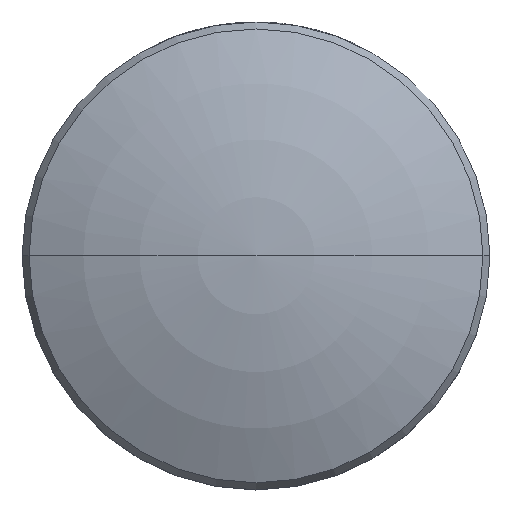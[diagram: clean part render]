
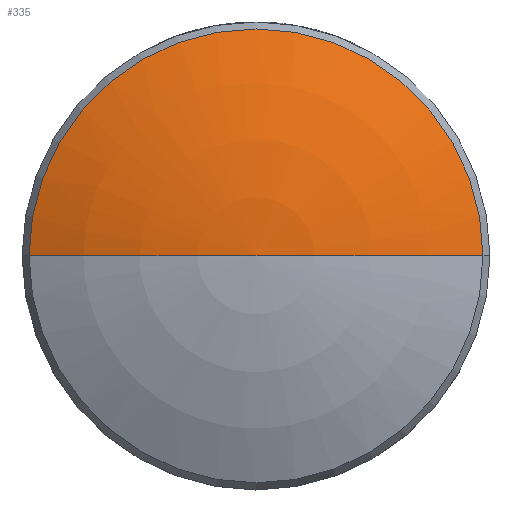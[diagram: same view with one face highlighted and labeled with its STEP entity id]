
A CAD part, top view. The second image highlights one B-rep face of the part: STEP entity #335.
In plain terms, the highlighted toroidal (fillet/blend) face has major radius 0.008 mm and minor radius 6.9 mm.
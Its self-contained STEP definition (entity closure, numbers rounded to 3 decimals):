
#37 = ORIENTED_EDGE ( 'NONE', *, *, #696, .T. ) ;
#40 = DIRECTION ( 'NONE',  ( 0., 1., 0. ) ) ;
#103 = DIRECTION ( 'NONE',  ( 0., -1., 0. ) ) ;
#105 = VERTEX_POINT ( 'NONE', #175 ) ;
#138 = DIRECTION ( 'NONE',  ( 1., 0., 0. ) ) ;
#175 = CARTESIAN_POINT ( 'NONE',  ( 0., 0., 1.095 ) ) ;
#210 = CARTESIAN_POINT ( 'NONE',  ( -0.008, 0., -5.805 ) ) ;
#249 = EDGE_LOOP ( 'NONE', ( #37, #709, #605 ) ) ;
#254 = DIRECTION ( 'NONE',  ( 0., 0., 1. ) ) ;
#259 = CARTESIAN_POINT ( 'NONE',  ( 0., 0., 0.447 ) ) ;
#312 = DIRECTION ( 'NONE',  ( 0., 0., -1. ) ) ;
#335 = ADVANCED_FACE ( 'NONE', ( #881 ), #629, .T. ) ;
#343 = AXIS2_PLACEMENT_3D ( 'NONE', #259, #452, #842 ) ;
#396 = VERTEX_POINT ( 'NONE', #681 ) ;
#422 = AXIS2_PLACEMENT_3D ( 'NONE', #1236, #40, #651 ) ;
#452 = DIRECTION ( 'NONE',  ( 0., 0., 1. ) ) ;
#457 = CIRCLE ( 'NONE', #528, 6.9 ) ;
#489 = EDGE_CURVE ( 'NONE', #396, #105, #457, .T. ) ;
#528 = AXIS2_PLACEMENT_3D ( 'NONE', #210, #103, #312 ) ;
#605 = ORIENTED_EDGE ( 'NONE', *, *, #489, .F. ) ;
#629 = TOROIDAL_SURFACE ( 'NONE', #830, -0.008, 6.9 ) ;
#645 = CARTESIAN_POINT ( 'NONE',  ( 0., 0., -5.805 ) ) ;
#651 = DIRECTION ( 'NONE',  ( -1., 0., 0. ) ) ;
#681 = CARTESIAN_POINT ( 'NONE',  ( 2.911, 0., 0.447 ) ) ;
#696 = EDGE_CURVE ( 'NONE', #396, #916, #785, .T. ) ;
#704 = EDGE_CURVE ( 'NONE', #916, #105, #878, .T. ) ;
#709 = ORIENTED_EDGE ( 'NONE', *, *, #704, .T. ) ;
#785 = CIRCLE ( 'NONE', #343, 2.911 ) ;
#830 = AXIS2_PLACEMENT_3D ( 'NONE', #645, #254, #138 ) ;
#842 = DIRECTION ( 'NONE',  ( -1., 0., 0. ) ) ;
#878 = CIRCLE ( 'NONE', #422, 6.9 ) ;
#881 = FACE_OUTER_BOUND ( 'NONE', #249, .T. ) ;
#916 = VERTEX_POINT ( 'NONE', #1252 ) ;
#1236 = CARTESIAN_POINT ( 'NONE',  ( 0.008, 0., -5.805 ) ) ;
#1252 = CARTESIAN_POINT ( 'NONE',  ( -2.911, 0., 0.447 ) ) ;
